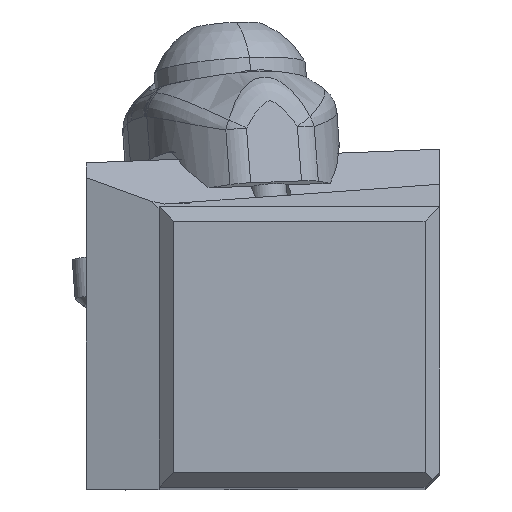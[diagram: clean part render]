
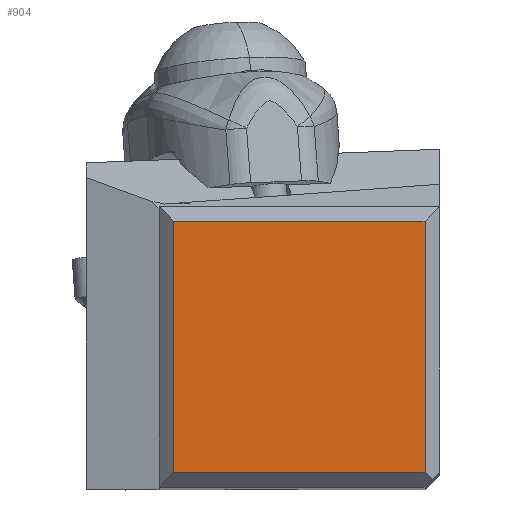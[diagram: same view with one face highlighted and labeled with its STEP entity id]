
A CAD part, top view. The second image highlights one B-rep face of the part: STEP entity #904.
In plain terms, the highlighted planar face has unit normal (0, 0, 1).
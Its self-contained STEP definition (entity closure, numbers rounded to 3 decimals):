
#664=FACE_OUTER_BOUND('',#1264,.T.);
#904=ADVANCED_FACE('',(#664),#1156,.T.);
#1156=PLANE('',#4477);
#1264=EDGE_LOOP('',(#1591,#1592,#1593,#1594));
#1591=ORIENTED_EDGE('',*,*,#3220,.F.);
#1592=ORIENTED_EDGE('',*,*,#3227,.F.);
#1593=ORIENTED_EDGE('',*,*,#3262,.F.);
#1594=ORIENTED_EDGE('',*,*,#3263,.T.);
#2812=VERTEX_POINT('',#6078);
#2813=VERTEX_POINT('',#6080);
#2817=VERTEX_POINT('',#6092);
#2842=VERTEX_POINT('',#6161);
#3220=EDGE_CURVE('',#2812,#2813,#3861,.T.);
#3227=EDGE_CURVE('',#2817,#2812,#3868,.T.);
#3262=EDGE_CURVE('',#2842,#2817,#3899,.T.);
#3263=EDGE_CURVE('',#2842,#2813,#3900,.T.);
#3861=LINE('',#6079,#4093);
#3868=LINE('',#6093,#4100);
#3899=LINE('',#6162,#4131);
#3900=LINE('',#6164,#4132);
#4093=VECTOR('',#4950,1.);
#4100=VECTOR('',#4961,1.);
#4131=VECTOR('',#5018,1.);
#4132=VECTOR('',#5021,1.);
#4477=AXIS2_PLACEMENT_3D('',#6165,#5022,#5023);
#4950=DIRECTION('',(-1.,0.,0.));
#4961=DIRECTION('',(0.,-1.,0.));
#5018=DIRECTION('',(1.,0.,0.));
#5021=DIRECTION('',(0.,-1.,0.));
#5022=DIRECTION('',(0.,0.,1.));
#5023=DIRECTION('',(-1.,0.,0.));
#6078=CARTESIAN_POINT('',(-1.,1.,0.));
#6079=CARTESIAN_POINT('',(-1.,1.,0.));
#6080=CARTESIAN_POINT('',(-18.05,1.,0.));
#6092=CARTESIAN_POINT('',(-1.,18.05,0.));
#6093=CARTESIAN_POINT('',(-1.,18.05,0.));
#6161=CARTESIAN_POINT('',(-18.05,18.05,0.));
#6162=CARTESIAN_POINT('',(-18.05,18.05,0.));
#6164=CARTESIAN_POINT('',(-18.05,18.05,0.));
#6165=CARTESIAN_POINT('',(-9.525,9.525,0.));
